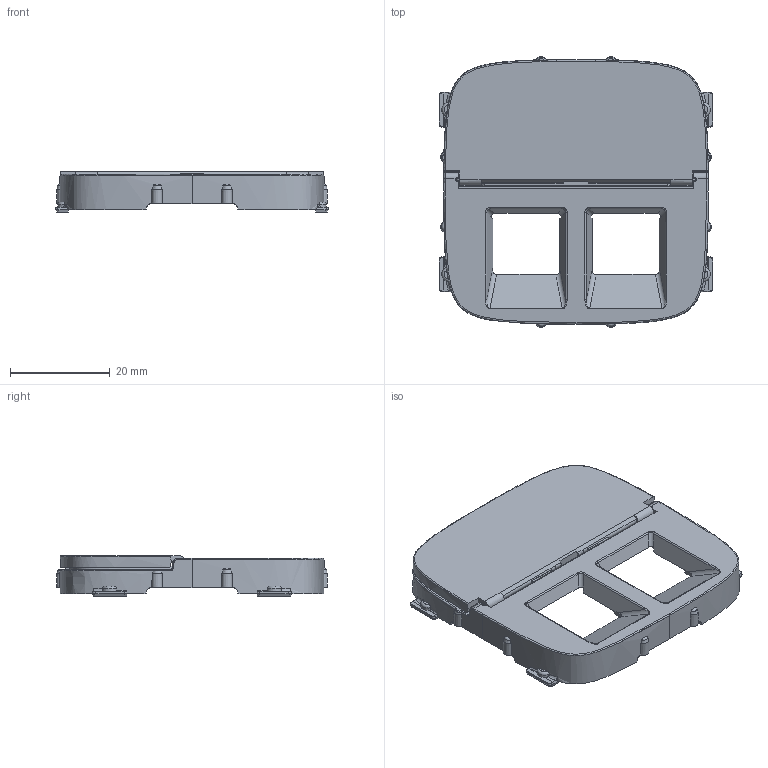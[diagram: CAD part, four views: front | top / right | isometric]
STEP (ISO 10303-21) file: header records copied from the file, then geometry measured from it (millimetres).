
FILE_DESCRIPTION(('CATIA V5 STEP Exchange','CAx-IF Rec.Pracs.--- Model Styling and Organization---1.4--- 2014-01-23'),'2;1');
FILE_NAME('755489_AllCATPart.stp','2020-02-19T07:29:50+00:00',('none'),('none'),'CATIA Version 5-6 Release 2017 SP3','CATIA V5 STEP AP214','none');
FILE_SCHEMA(('AUTOMOTIVE_DESIGN { 1 0 10303 214 1 1 1 1 }'));
Products named in the file (1): 755489_AllCATPart
Bounding box: 54.8 x 54.4 x 8.1 mm (x, y, z)
Volume: 5956.5 mm3; surface area: 10545.8 mm2
Topology: 28 solids, 28 shells, 3488 faces, 10276 edges, 6804 vertices
Faces by surface type: plane 3197, bspline 127, cylinder 103, cone 34, torus 12, sphere 8, extrusion 7
Entity records: 126998 total; most frequent: CARTESIAN_POINT 33894, ORIENTED_EDGE 20516, DIRECTION 15496, EDGE_CURVE 10258, VECTOR 9194, LINE 9187, VERTEX_POINT 6804, EDGE_LOOP 3514
